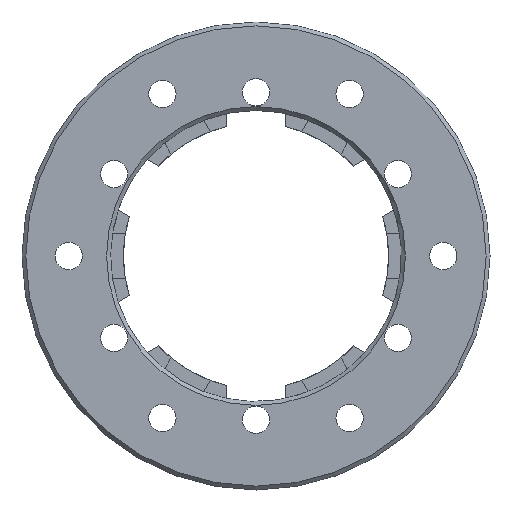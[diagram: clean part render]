
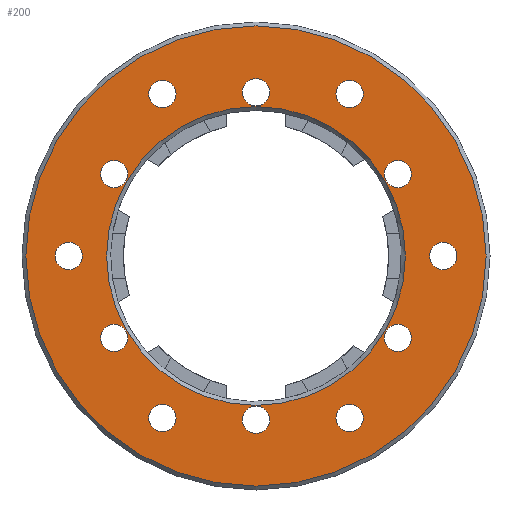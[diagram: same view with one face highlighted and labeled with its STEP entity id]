
A CAD part, front view. The second image highlights one B-rep face of the part: STEP entity #200.
In plain terms, the highlighted planar face has unit normal (0, -1, 0).
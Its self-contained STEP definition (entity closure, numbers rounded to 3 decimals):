
#59=PLANE('',#2284);
#200=ADVANCED_FACE('',(#331,#332,#333,#334,#335,#336,#337,#338,#339,#340,
#341,#342,#343,#344),#59,.F.);
#331=FACE_BOUND('',#453,.T.);
#332=FACE_BOUND('',#454,.T.);
#333=FACE_BOUND('',#455,.T.);
#334=FACE_BOUND('',#456,.T.);
#335=FACE_BOUND('',#457,.T.);
#336=FACE_BOUND('',#458,.T.);
#337=FACE_BOUND('',#459,.T.);
#338=FACE_BOUND('',#460,.T.);
#339=FACE_BOUND('',#461,.T.);
#340=FACE_BOUND('',#462,.T.);
#341=FACE_BOUND('',#463,.T.);
#342=FACE_BOUND('',#464,.T.);
#343=FACE_BOUND('',#465,.T.);
#344=FACE_BOUND('',#466,.T.);
#453=EDGE_LOOP('',(#765));
#454=EDGE_LOOP('',(#766));
#455=EDGE_LOOP('',(#767));
#456=EDGE_LOOP('',(#768));
#457=EDGE_LOOP('',(#769));
#458=EDGE_LOOP('',(#770));
#459=EDGE_LOOP('',(#771));
#460=EDGE_LOOP('',(#772));
#461=EDGE_LOOP('',(#773));
#462=EDGE_LOOP('',(#774));
#463=EDGE_LOOP('',(#775));
#464=EDGE_LOOP('',(#776));
#465=EDGE_LOOP('',(#777));
#466=EDGE_LOOP('',(#778));
#765=ORIENTED_EDGE('',*,*,#1425,.F.);
#766=ORIENTED_EDGE('',*,*,#1485,.F.);
#767=ORIENTED_EDGE('',*,*,#1449,.F.);
#768=ORIENTED_EDGE('',*,*,#1486,.F.);
#769=ORIENTED_EDGE('',*,*,#1464,.F.);
#770=ORIENTED_EDGE('',*,*,#1487,.F.);
#771=ORIENTED_EDGE('',*,*,#1477,.F.);
#772=ORIENTED_EDGE('',*,*,#1488,.F.);
#773=ORIENTED_EDGE('',*,*,#1481,.F.);
#774=ORIENTED_EDGE('',*,*,#1489,.F.);
#775=ORIENTED_EDGE('',*,*,#1483,.F.);
#776=ORIENTED_EDGE('',*,*,#1490,.F.);
#777=ORIENTED_EDGE('',*,*,#1491,.T.);
#778=ORIENTED_EDGE('',*,*,#1492,.T.);
#1221=VERTEX_POINT('',#3203);
#1235=VERTEX_POINT('',#3248);
#1243=VERTEX_POINT('',#3276);
#1251=VERTEX_POINT('',#3301);
#1253=VERTEX_POINT('',#3309);
#1255=VERTEX_POINT('',#3314);
#1257=VERTEX_POINT('',#3319);
#1258=VERTEX_POINT('',#3321);
#1259=VERTEX_POINT('',#3323);
#1260=VERTEX_POINT('',#3325);
#1261=VERTEX_POINT('',#3327);
#1262=VERTEX_POINT('',#3329);
#1263=VERTEX_POINT('',#3331);
#1264=VERTEX_POINT('',#3333);
#1425=EDGE_CURVE('',#1221,#1221,#1656,.T.);
#1449=EDGE_CURVE('',#1235,#1235,#1664,.T.);
#1464=EDGE_CURVE('',#1243,#1243,#1669,.T.);
#1477=EDGE_CURVE('',#1251,#1251,#1674,.T.);
#1481=EDGE_CURVE('',#1253,#1253,#1676,.T.);
#1483=EDGE_CURVE('',#1255,#1255,#1678,.T.);
#1485=EDGE_CURVE('',#1257,#1257,#1680,.T.);
#1486=EDGE_CURVE('',#1258,#1258,#1681,.T.);
#1487=EDGE_CURVE('',#1259,#1259,#1682,.T.);
#1488=EDGE_CURVE('',#1260,#1260,#1683,.T.);
#1489=EDGE_CURVE('',#1261,#1261,#1684,.T.);
#1490=EDGE_CURVE('',#1262,#1262,#1685,.T.);
#1491=EDGE_CURVE('',#1263,#1263,#1686,.T.);
#1492=EDGE_CURVE('',#1264,#1264,#1687,.T.);
#1656=CIRCLE('',#2232,1.75);
#1664=CIRCLE('',#2247,1.75);
#1669=CIRCLE('',#2257,1.75);
#1674=CIRCLE('',#2266,1.75);
#1676=CIRCLE('',#2270,1.75);
#1678=CIRCLE('',#2273,1.75);
#1680=CIRCLE('',#2276,1.75);
#1681=CIRCLE('',#2277,1.75);
#1682=CIRCLE('',#2278,1.75);
#1683=CIRCLE('',#2279,1.75);
#1684=CIRCLE('',#2280,1.75);
#1685=CIRCLE('',#2281,1.75);
#1686=CIRCLE('',#2282,19.15);
#1687=CIRCLE('',#2283,29.5);
#2232=AXIS2_PLACEMENT_3D('',#3202,#2563,#2564);
#2247=AXIS2_PLACEMENT_3D('',#3247,#2609,#2610);
#2257=AXIS2_PLACEMENT_3D('',#3275,#2639,#2640);
#2266=AXIS2_PLACEMENT_3D('',#3300,#2665,#2666);
#2270=AXIS2_PLACEMENT_3D('',#3308,#2675,#2676);
#2273=AXIS2_PLACEMENT_3D('',#3313,#2681,#2682);
#2276=AXIS2_PLACEMENT_3D('',#3318,#2687,#2688);
#2277=AXIS2_PLACEMENT_3D('',#3320,#2689,#2690);
#2278=AXIS2_PLACEMENT_3D('',#3322,#2691,#2692);
#2279=AXIS2_PLACEMENT_3D('',#3324,#2693,#2694);
#2280=AXIS2_PLACEMENT_3D('',#3326,#2695,#2696);
#2281=AXIS2_PLACEMENT_3D('',#3328,#2697,#2698);
#2282=AXIS2_PLACEMENT_3D('',#3330,#2699,#2700);
#2283=AXIS2_PLACEMENT_3D('',#3332,#2701,#2702);
#2284=AXIS2_PLACEMENT_3D('',#3334,#2703,#2704);
#2563=DIRECTION('',(0.,-1.,0.));
#2564=DIRECTION('',(0.,0.,1.));
#2609=DIRECTION('',(0.,-1.,0.));
#2610=DIRECTION('',(0.,0.,1.));
#2639=DIRECTION('',(0.,-1.,0.));
#2640=DIRECTION('',(0.,0.,1.));
#2665=DIRECTION('',(0.,-1.,0.));
#2666=DIRECTION('',(0.,0.,1.));
#2675=DIRECTION('',(0.,-1.,0.));
#2676=DIRECTION('',(0.,0.,1.));
#2681=DIRECTION('',(0.,-1.,0.));
#2682=DIRECTION('',(0.,0.,1.));
#2687=DIRECTION('',(0.,-1.,0.));
#2688=DIRECTION('',(0.,0.,1.));
#2689=DIRECTION('',(0.,-1.,0.));
#2690=DIRECTION('',(0.,0.,1.));
#2691=DIRECTION('',(0.,-1.,0.));
#2692=DIRECTION('',(0.,0.,1.));
#2693=DIRECTION('',(0.,-1.,0.));
#2694=DIRECTION('',(0.,0.,1.));
#2695=DIRECTION('',(0.,-1.,0.));
#2696=DIRECTION('',(0.,0.,1.));
#2697=DIRECTION('',(0.,-1.,0.));
#2698=DIRECTION('',(0.,0.,1.));
#2699=DIRECTION('',(0.,1.,0.));
#2700=DIRECTION('',(0.,0.,1.));
#2701=DIRECTION('',(0.,-1.,0.));
#2702=DIRECTION('',(0.,0.,1.));
#2703=DIRECTION('',(0.,1.,0.));
#2704=DIRECTION('',(0.,0.,1.));
#3202=CARTESIAN_POINT('',(-18.187,0.,10.5));
#3203=CARTESIAN_POINT('',(-18.187,0.,12.25));
#3247=CARTESIAN_POINT('',(-18.187,0.,-10.5));
#3248=CARTESIAN_POINT('',(-18.187,0.,-8.75));
#3275=CARTESIAN_POINT('',(0.,0.,-21.));
#3276=CARTESIAN_POINT('',(0.,0.,-19.25));
#3300=CARTESIAN_POINT('',(18.187,0.,-10.5));
#3301=CARTESIAN_POINT('',(18.187,0.,-8.75));
#3308=CARTESIAN_POINT('',(18.187,0.,10.5));
#3309=CARTESIAN_POINT('',(18.187,0.,12.25));
#3313=CARTESIAN_POINT('',(0.,0.,21.));
#3314=CARTESIAN_POINT('',(0.,0.,22.75));
#3318=CARTESIAN_POINT('',(12.,0.,20.785));
#3319=CARTESIAN_POINT('',(12.,0.,22.535));
#3320=CARTESIAN_POINT('',(-12.,0.,20.785));
#3321=CARTESIAN_POINT('',(-12.,0.,22.535));
#3322=CARTESIAN_POINT('',(-24.,0.,0.));
#3323=CARTESIAN_POINT('',(-24.,0.,1.75));
#3324=CARTESIAN_POINT('',(-12.,0.,-20.785));
#3325=CARTESIAN_POINT('',(-12.,0.,-19.035));
#3326=CARTESIAN_POINT('',(12.,0.,-20.785));
#3327=CARTESIAN_POINT('',(12.,0.,-19.035));
#3328=CARTESIAN_POINT('',(24.,0.,0.));
#3329=CARTESIAN_POINT('',(24.,0.,1.75));
#3330=CARTESIAN_POINT('',(0.,0.,0.));
#3331=CARTESIAN_POINT('',(0.,0.,19.15));
#3332=CARTESIAN_POINT('',(0.,0.,0.));
#3333=CARTESIAN_POINT('',(0.,0.,29.5));
#3334=CARTESIAN_POINT('',(0.,0.,30.));
